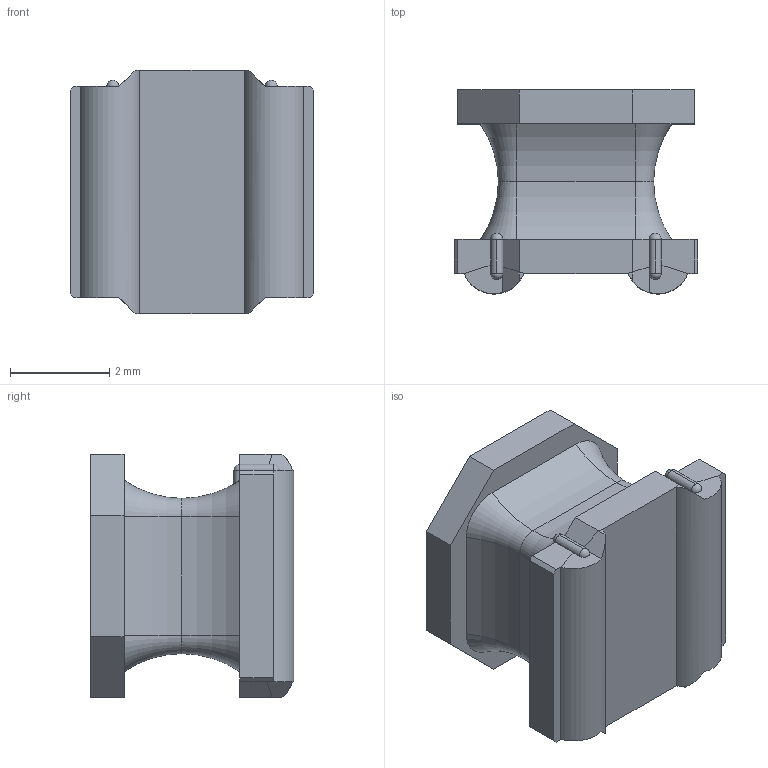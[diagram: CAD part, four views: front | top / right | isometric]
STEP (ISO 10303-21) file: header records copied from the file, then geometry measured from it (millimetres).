
FILE_DESCRIPTION (( 'STEP AP214' ), '1' );
FILE_NAME ('NR5040T2R2N.STEP', '2024-02-07T18:47:45', ( '' ), ( '' ), 'SwSTEP 2.0', 'SolidWorks 2021', '' );
FILE_SCHEMA (( 'AUTOMOTIVE_DESIGN' ));
Length unit declared in the file: millimetre
Products named in the file (1): NR5040T2R2N
Bounding box: 4.9 x 4.1 x 4.9 mm (x, y, z)
Volume: 58.1 mm3; surface area: 197.4 mm2
Topology: 7 solids, 7 shells, 92 faces, 225 edges, 143 vertices
Faces by surface type: plane 56, cylinder 24, torus 8, sphere 4
Entity records: 3517 total; most frequent: CARTESIAN_POINT 479, DIRECTION 455, ORIENTED_EDGE 434, EDGE_CURVE 217, LINE 153, VECTOR 153, AXIS2_PLACEMENT_3D 151, VERTEX_POINT 139
